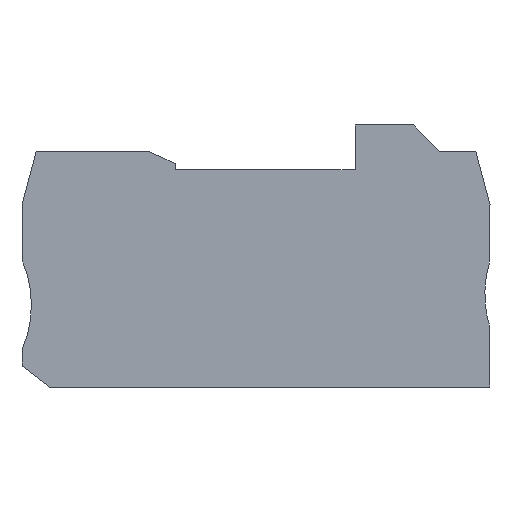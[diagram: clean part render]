
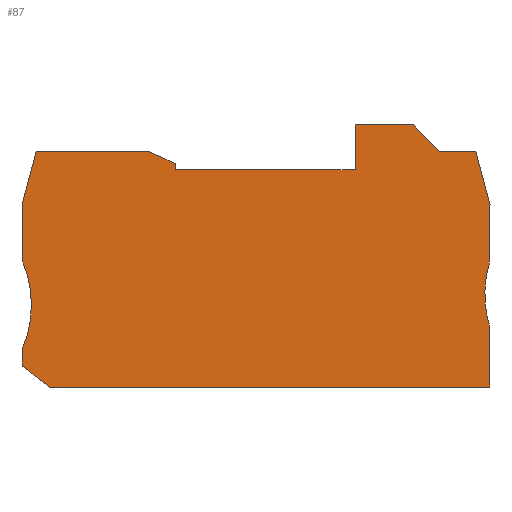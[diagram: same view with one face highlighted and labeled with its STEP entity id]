
A CAD part, left-side view. The second image highlights one B-rep face of the part: STEP entity #87.
In plain terms, the highlighted planar face has unit normal (-1, 0, 0).
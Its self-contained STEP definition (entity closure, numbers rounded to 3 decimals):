
#87=ADVANCED_FACE('',(#169),#170,.F.);
#169=FACE_OUTER_BOUND('',#243,.T.);
#170=PLANE('',#244);
#243=EDGE_LOOP('',(#411,#412,#413,#414,#415,#416,#417,#418,#419,#420,#421,#422,#423,#424,#425,#426,#427,#428,#429,#430));
#244=AXIS2_PLACEMENT_3D('',#431,#432,#433);
#411=ORIENTED_EDGE('',*,*,#502,.F.);
#412=ORIENTED_EDGE('',*,*,#510,.F.);
#413=ORIENTED_EDGE('',*,*,#518,.F.);
#414=ORIENTED_EDGE('',*,*,#525,.F.);
#415=ORIENTED_EDGE('',*,*,#531,.T.);
#416=ORIENTED_EDGE('',*,*,#463,.T.);
#417=ORIENTED_EDGE('',*,*,#538,.F.);
#418=ORIENTED_EDGE('',*,*,#505,.F.);
#419=ORIENTED_EDGE('',*,*,#489,.F.);
#420=ORIENTED_EDGE('',*,*,#471,.F.);
#421=ORIENTED_EDGE('',*,*,#498,.T.);
#422=ORIENTED_EDGE('',*,*,#514,.F.);
#423=ORIENTED_EDGE('',*,*,#520,.F.);
#424=ORIENTED_EDGE('',*,*,#481,.F.);
#425=ORIENTED_EDGE('',*,*,#529,.F.);
#426=ORIENTED_EDGE('',*,*,#534,.F.);
#427=ORIENTED_EDGE('',*,*,#477,.T.);
#428=ORIENTED_EDGE('',*,*,#485,.F.);
#429=ORIENTED_EDGE('',*,*,#466,.T.);
#430=ORIENTED_EDGE('',*,*,#494,.T.);
#431=CARTESIAN_POINT('',(0.,15.193,26.634));
#432=DIRECTION('',(1.0,0.,0.));
#433=DIRECTION('',(0.,1.0,0.));
#463=EDGE_CURVE('',#544,#548,#550,.T.);
#466=EDGE_CURVE('',#555,#552,#556,.T.);
#471=EDGE_CURVE('',#561,#564,#565,.T.);
#477=EDGE_CURVE('',#575,#573,#576,.T.);
#481=EDGE_CURVE('',#579,#582,#583,.T.);
#485=EDGE_CURVE('',#555,#573,#588,.T.);
#489=EDGE_CURVE('',#564,#593,#594,.T.);
#494=EDGE_CURVE('',#552,#599,#601,.T.);
#498=EDGE_CURVE('',#561,#605,#607,.T.);
#502=EDGE_CURVE('',#611,#599,#613,.T.);
#505=EDGE_CURVE('',#593,#617,#618,.T.);
#510=EDGE_CURVE('',#623,#611,#625,.T.);
#514=EDGE_CURVE('',#629,#605,#631,.T.);
#518=EDGE_CURVE('',#635,#623,#637,.T.);
#520=EDGE_CURVE('',#582,#629,#639,.T.);
#525=EDGE_CURVE('',#644,#635,#646,.T.);
#529=EDGE_CURVE('',#650,#579,#652,.T.);
#531=EDGE_CURVE('',#644,#544,#654,.T.);
#534=EDGE_CURVE('',#575,#650,#657,.T.);
#538=EDGE_CURVE('',#617,#548,#661,.T.);
#544=VERTEX_POINT('',#667);
#548=VERTEX_POINT('',#672);
#550=CIRCLE('',#675,15.0);
#552=VERTEX_POINT('',#677);
#555=VERTEX_POINT('',#681);
#556=CIRCLE('',#682,15.0);
#561=VERTEX_POINT('',#688);
#564=VERTEX_POINT('',#692);
#565=LINE('',#693,#694);
#573=VERTEX_POINT('',#705);
#575=VERTEX_POINT('',#708);
#576=LINE('',#709,#710);
#579=VERTEX_POINT('',#714);
#582=VERTEX_POINT('',#718);
#583=LINE('',#719,#720);
#588=LINE('',#727,#728);
#593=VERTEX_POINT('',#735);
#594=LINE('',#736,#737);
#599=VERTEX_POINT('',#743);
#601=CIRCLE('',#746,15.0);
#605=VERTEX_POINT('',#751);
#607=LINE('',#754,#755);
#611=VERTEX_POINT('',#760);
#613=LINE('',#763,#764);
#617=VERTEX_POINT('',#769);
#618=LINE('',#770,#771);
#623=VERTEX_POINT('',#778);
#625=LINE('',#781,#782);
#629=VERTEX_POINT('',#787);
#631=LINE('',#790,#791);
#635=VERTEX_POINT('',#796);
#637=LINE('',#799,#800);
#639=LINE('',#802,#803);
#644=VERTEX_POINT('',#810);
#646=LINE('',#813,#814);
#650=VERTEX_POINT('',#819);
#652=LINE('',#822,#823);
#654=CIRCLE('',#825,15.0);
#657=LINE('',#828,#829);
#661=LINE('',#835,#836);
#667=CARTESIAN_POINT('',(0.,0.579,10.672));
#672=CARTESIAN_POINT('',(0.,0.,17.));
#675=AXIS2_PLACEMENT_3D('',#845,#846,#847);
#677=CARTESIAN_POINT('',(0.,61.348,11.));
#681=CARTESIAN_POINT('',(0.,62.6,17.));
#682=AXIS2_PLACEMENT_3D('',#849,#850,#851);
#688=CARTESIAN_POINT('',(0.,10.286,35.05));
#692=CARTESIAN_POINT('',(0.,6.786,31.55));
#693=CARTESIAN_POINT('',(0.,15.193,39.957));
#694=VECTOR('',#857,1.0);
#705=CARTESIAN_POINT('',(0.,62.6,24.434));
#708=CARTESIAN_POINT('',(0.,60.693,31.55));
#709=CARTESIAN_POINT('',(0.,62.011,26.634));
#710=VECTOR('',#862,1.0);
#714=CARTESIAN_POINT('',(0.,42.099,29.871));
#718=CARTESIAN_POINT('',(0.,42.099,29.05));
#719=CARTESIAN_POINT('',(0.,42.099,26.634));
#720=VECTOR('',#865,1.0);
#727=CARTESIAN_POINT('',(0.,62.6,26.634));
#728=VECTOR('',#868,1.0);
#735=CARTESIAN_POINT('',(0.,1.907,31.55));
#736=CARTESIAN_POINT('',(0.,15.193,31.55));
#737=VECTOR('',#871,1.0);
#743=CARTESIAN_POINT('',(0.,62.6,5.));
#746=AXIS2_PLACEMENT_3D('',#877,#878,#879);
#751=CARTESIAN_POINT('',(0.,18.05,35.05));
#754=CARTESIAN_POINT('',(0.,15.193,35.05));
#755=VECTOR('',#882,1.0);
#760=CARTESIAN_POINT('',(0.,62.6,2.8));
#763=CARTESIAN_POINT('',(0.,62.6,26.634));
#764=VECTOR('',#885,1.0);
#769=CARTESIAN_POINT('',(0.,0.,24.434));
#770=CARTESIAN_POINT('',(0.,0.589,26.634));
#771=VECTOR('',#887,1.0);
#778=CARTESIAN_POINT('',(0.,58.921,0.));
#781=CARTESIAN_POINT('',(0.,15.193,-33.28));
#782=VECTOR('',#891,1.0);
#787=CARTESIAN_POINT('',(0.,18.05,29.05));
#790=CARTESIAN_POINT('',(0.,18.05,26.634));
#791=VECTOR('',#894,1.0);
#796=CARTESIAN_POINT('',(0.,0.,0.));
#799=CARTESIAN_POINT('',(0.,15.193,0.));
#800=VECTOR('',#897,1.0);
#802=CARTESIAN_POINT('',(0.,15.193,29.05));
#803=VECTOR('',#898,1.0);
#810=CARTESIAN_POINT('',(0.,0.,8.));
#813=CARTESIAN_POINT('',(0.,0.,26.634));
#814=VECTOR('',#902,1.0);
#819=CARTESIAN_POINT('',(0.,45.7,31.55));
#822=CARTESIAN_POINT('',(0.,15.193,17.324));
#823=VECTOR('',#905,1.0);
#825=AXIS2_PLACEMENT_3D('',#906,#907,#908);
#828=CARTESIAN_POINT('',(0.,15.193,31.55));
#829=VECTOR('',#912,1.0);
#835=CARTESIAN_POINT('',(0.,0.,26.634));
#836=VECTOR('',#915,1.0);
#845=CARTESIAN_POINT('',(0.,-14.309,12.5));
#846=DIRECTION('',(1.0,0.,0.));
#847=DIRECTION('',(0.,0.993,-0.122));
#849=CARTESIAN_POINT('',(0.,76.348,11.));
#850=DIRECTION('',(1.0,0.,0.));
#851=DIRECTION('',(0.,1.0,0.));
#857=DIRECTION('',(0.,-0.707,-0.707));
#862=DIRECTION('',(0.,0.259,-0.966));
#865=DIRECTION('',(0.,0.,-1.0));
#868=DIRECTION('',(0.,0.,1.0));
#871=DIRECTION('',(0.,-1.0,0.));
#877=CARTESIAN_POINT('',(0.,76.348,11.));
#878=DIRECTION('',(1.0,0.,0.));
#879=DIRECTION('',(0.,1.0,0.));
#882=DIRECTION('',(0.,1.0,0.));
#885=DIRECTION('',(0.,0.,1.0));
#887=DIRECTION('',(0.,-0.259,-0.966));
#891=DIRECTION('',(0.,0.796,0.606));
#894=DIRECTION('',(0.,0.,1.0));
#897=DIRECTION('',(0.,1.0,0.));
#898=DIRECTION('',(0.,-1.0,0.));
#902=DIRECTION('',(0.,0.,-1.0));
#905=DIRECTION('',(0.,-0.906,-0.423));
#906=CARTESIAN_POINT('',(0.,-14.309,12.5));
#907=DIRECTION('',(1.0,0.,0.));
#908=DIRECTION('',(0.,0.993,-0.122));
#912=DIRECTION('',(0.,-1.0,0.));
#915=DIRECTION('',(0.,0.,-1.0));
